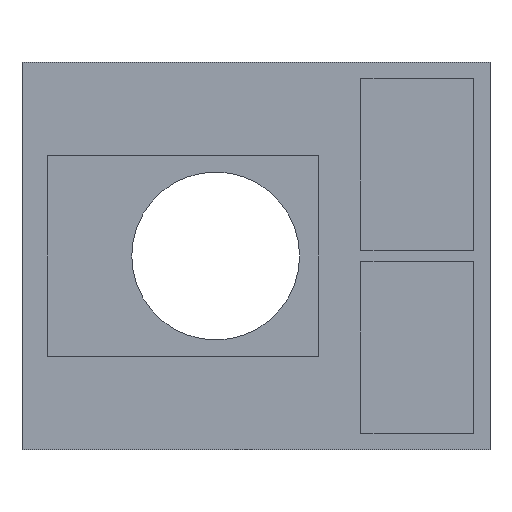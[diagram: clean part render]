
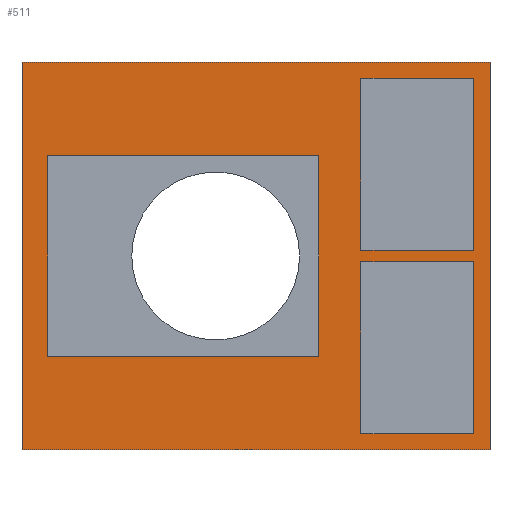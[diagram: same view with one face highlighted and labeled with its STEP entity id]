
A CAD part, left-side view. The second image highlights one B-rep face of the part: STEP entity #511.
In plain terms, the highlighted planar face has unit normal (-1, 0, 0).
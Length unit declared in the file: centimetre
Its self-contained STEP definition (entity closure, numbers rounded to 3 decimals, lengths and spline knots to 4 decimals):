
#21=FACE_BOUND('',#77,.T.);
#22=FACE_BOUND('',#78,.T.);
#23=FACE_BOUND('',#79,.T.);
#48=FACE_OUTER_BOUND('',#76,.T.);
#76=EDGE_LOOP('',(#421,#422,#423,#424));
#77=EDGE_LOOP('',(#425,#426,#427,#428));
#78=EDGE_LOOP('',(#429,#430,#431,#432));
#79=EDGE_LOOP('',(#433,#434,#435,#436));
#82=LINE('',#687,#143);
#86=LINE('',#696,#147);
#89=LINE('',#701,#150);
#93=LINE('',#708,#154);
#95=LINE('',#714,#156);
#99=LINE('',#722,#160);
#102=LINE('',#728,#163);
#105=LINE('',#733,#166);
#117=LINE('',#758,#178);
#119=LINE('',#762,#180);
#122=LINE('',#766,#183);
#124=LINE('',#769,#185);
#129=LINE('',#789,#190);
#133=LINE('',#797,#194);
#136=LINE('',#803,#197);
#139=LINE('',#808,#200);
#143=VECTOR('',#566,1.);
#147=VECTOR('',#572,1.);
#150=VECTOR('',#577,1.);
#154=VECTOR('',#581,1.);
#156=VECTOR('',#587,1.);
#160=VECTOR('',#593,1.);
#163=VECTOR('',#598,1.);
#166=VECTOR('',#603,1.);
#178=VECTOR('',#623,1.);
#180=VECTOR('',#627,1.);
#183=VECTOR('',#630,1.);
#185=VECTOR('',#634,1.);
#190=VECTOR('',#657,1.);
#194=VECTOR('',#663,1.);
#197=VECTOR('',#668,1.);
#200=VECTOR('',#673,1.);
#204=VERTEX_POINT('',#684);
#205=VERTEX_POINT('',#686);
#208=VERTEX_POINT('',#693);
#209=VERTEX_POINT('',#695);
#210=VERTEX_POINT('',#700);
#213=VERTEX_POINT('',#706);
#214=VERTEX_POINT('',#712);
#215=VERTEX_POINT('',#713);
#218=VERTEX_POINT('',#721);
#220=VERTEX_POINT('',#727);
#230=VERTEX_POINT('',#757);
#231=VERTEX_POINT('',#761);
#237=VERTEX_POINT('',#787);
#238=VERTEX_POINT('',#788);
#241=VERTEX_POINT('',#796);
#243=VERTEX_POINT('',#802);
#247=EDGE_CURVE('',#205,#204,#82,.T.);
#251=EDGE_CURVE('',#209,#208,#86,.T.);
#254=EDGE_CURVE('',#210,#209,#89,.T.);
#258=EDGE_CURVE('',#204,#213,#93,.T.);
#260=EDGE_CURVE('',#214,#215,#95,.T.);
#264=EDGE_CURVE('',#215,#218,#99,.T.);
#267=EDGE_CURVE('',#218,#220,#102,.T.);
#270=EDGE_CURVE('',#220,#214,#105,.T.);
#282=EDGE_CURVE('',#230,#210,#117,.T.);
#284=EDGE_CURVE('',#231,#205,#119,.T.);
#287=EDGE_CURVE('',#208,#230,#122,.T.);
#289=EDGE_CURVE('',#213,#231,#124,.T.);
#297=EDGE_CURVE('',#237,#238,#129,.T.);
#301=EDGE_CURVE('',#241,#237,#133,.T.);
#304=EDGE_CURVE('',#243,#241,#136,.T.);
#307=EDGE_CURVE('',#238,#243,#139,.T.);
#421=ORIENTED_EDGE('',*,*,#307,.F.);
#422=ORIENTED_EDGE('',*,*,#297,.F.);
#423=ORIENTED_EDGE('',*,*,#301,.F.);
#424=ORIENTED_EDGE('',*,*,#304,.F.);
#425=ORIENTED_EDGE('',*,*,#258,.T.);
#426=ORIENTED_EDGE('',*,*,#289,.T.);
#427=ORIENTED_EDGE('',*,*,#284,.T.);
#428=ORIENTED_EDGE('',*,*,#247,.T.);
#429=ORIENTED_EDGE('',*,*,#270,.T.);
#430=ORIENTED_EDGE('',*,*,#260,.T.);
#431=ORIENTED_EDGE('',*,*,#264,.T.);
#432=ORIENTED_EDGE('',*,*,#267,.T.);
#433=ORIENTED_EDGE('',*,*,#287,.T.);
#434=ORIENTED_EDGE('',*,*,#282,.T.);
#435=ORIENTED_EDGE('',*,*,#254,.T.);
#436=ORIENTED_EDGE('',*,*,#251,.T.);
#460=PLANE('',#559);
#511=ADVANCED_FACE('',(#48,#21,#22,#23),#460,.F.);
#559=AXIS2_PLACEMENT_3D('',#811,#677,#678);
#566=DIRECTION('',(0.,1.,0.));
#572=DIRECTION('',(0.,-1.,0.));
#577=DIRECTION('',(0.,0.,1.));
#581=DIRECTION('',(0.,0.,1.));
#587=DIRECTION('',(0.,0.,1.));
#593=DIRECTION('',(0.,-1.,0.));
#598=DIRECTION('',(0.,0.,-1.));
#603=DIRECTION('',(0.,1.,0.));
#623=DIRECTION('',(0.,1.,0.));
#627=DIRECTION('',(0.,0.,-1.));
#630=DIRECTION('',(0.,0.,-1.));
#634=DIRECTION('',(0.,-1.,0.));
#657=DIRECTION('',(0.,0.,1.));
#663=DIRECTION('',(0.,1.,0.));
#668=DIRECTION('',(0.,0.,-1.));
#673=DIRECTION('',(0.,-1.,0.));
#677=DIRECTION('center_axis',(1.,0.,0.));
#678=DIRECTION('ref_axis',(0.,0.,-1.));
#684=CARTESIAN_POINT('',(0.,-32.5,1.75));
#686=CARTESIAN_POINT('',(0.,-67.5,1.75));
#687=CARTESIAN_POINT('',(0.,-67.5,1.75));
#693=CARTESIAN_POINT('',(0.,-67.5,-1.75));
#695=CARTESIAN_POINT('',(0.,-32.5,-1.75));
#696=CARTESIAN_POINT('',(0.,-32.5,-1.75));
#700=CARTESIAN_POINT('',(0.,-32.5,-55.));
#701=CARTESIAN_POINT('',(0.,-32.5,-27.5));
#706=CARTESIAN_POINT('',(0.,-32.5,55.));
#708=CARTESIAN_POINT('',(0.,-32.5,-27.5));
#712=CARTESIAN_POINT('',(0.,64.5,-31.));
#713=CARTESIAN_POINT('',(0.,64.5,31.));
#714=CARTESIAN_POINT('',(0.,64.5,-55.));
#721=CARTESIAN_POINT('',(0.,-19.5,31.));
#722=CARTESIAN_POINT('',(0.,64.5,31.));
#727=CARTESIAN_POINT('',(0.,-19.5,-31.));
#728=CARTESIAN_POINT('',(0.,-19.5,55.));
#733=CARTESIAN_POINT('',(0.,-19.5,-31.));
#757=CARTESIAN_POINT('',(0.,-67.5,-55.));
#758=CARTESIAN_POINT('',(0.,-33.75,-55.));
#761=CARTESIAN_POINT('',(0.,-67.5,55.));
#762=CARTESIAN_POINT('',(0.,-67.5,27.5));
#766=CARTESIAN_POINT('',(0.,-67.5,27.5));
#769=CARTESIAN_POINT('',(0.,-16.25,55.));
#787=CARTESIAN_POINT('',(0.,72.5,-60.));
#788=CARTESIAN_POINT('',(0.,72.5,60.));
#789=CARTESIAN_POINT('',(0.,72.5,-60.));
#796=CARTESIAN_POINT('',(0.,-72.5,-60.));
#797=CARTESIAN_POINT('',(0.,-72.5,-60.));
#802=CARTESIAN_POINT('',(0.,-72.5,60.));
#803=CARTESIAN_POINT('',(0.,-72.5,60.));
#808=CARTESIAN_POINT('',(0.,72.5,60.));
#811=CARTESIAN_POINT('Origin',(0.,0.,0.));
